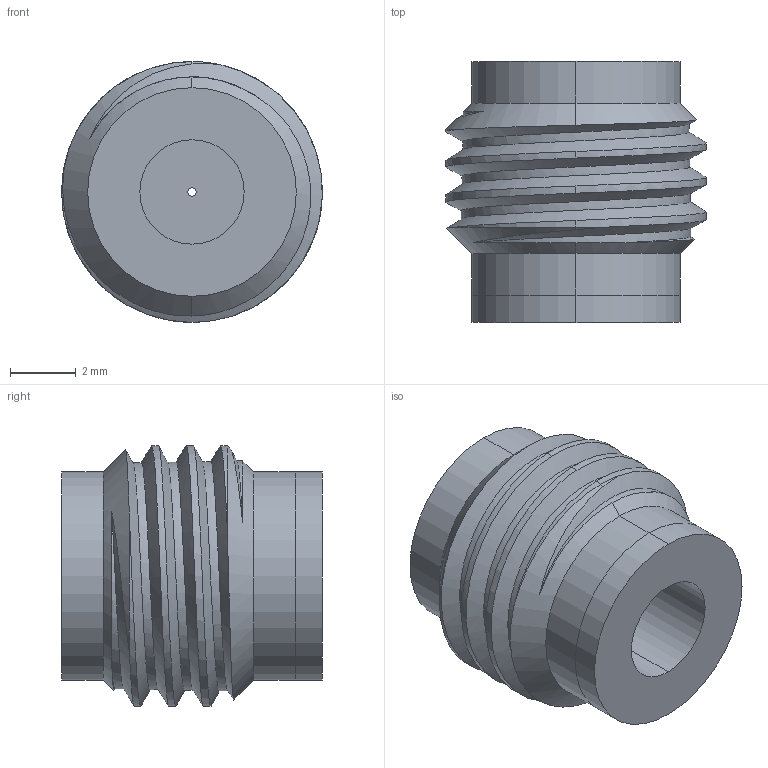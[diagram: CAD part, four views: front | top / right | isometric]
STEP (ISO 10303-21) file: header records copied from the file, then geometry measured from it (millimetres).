
FILE_DESCRIPTION (( 'STEP AP203' ), '1' );
FILE_NAME ('FR-SS-10.STEP', '2025-08-25T20:21:21', ( '' ), ( '' ), 'SwSTEP 2.0', 'SolidWorks 2018', '' );
FILE_SCHEMA (( 'CONFIG_CONTROL_DESIGN' ));
Length unit declared in the file: inch
Products named in the file (3): PRT-001447; FR-SS-10; PRT-000069
Assembly tree (2 placements, depth 2):
  FR-SS-10
    PRT-001447
    PRT-000069
Bounding box: 7.94 x 7.94 x 7.94 mm (x, y, z)
Volume: 223.8 mm3; surface area: 470.4 mm2
Topology: 2 solids, 2 shells, 64 faces, 151 edges, 94 vertices
Faces by surface type: cylinder 29, cone 17, plane 15, bspline 3
Entity records: 6755 total; most frequent: CARTESIAN_POINT 5015, DIRECTION 299, ORIENTED_EDGE 294, EDGE_CURVE 147, AXIS2_PLACEMENT_3D 121, VERTEX_POINT 94, EDGE_LOOP 75, ADVANCED_FACE 64
